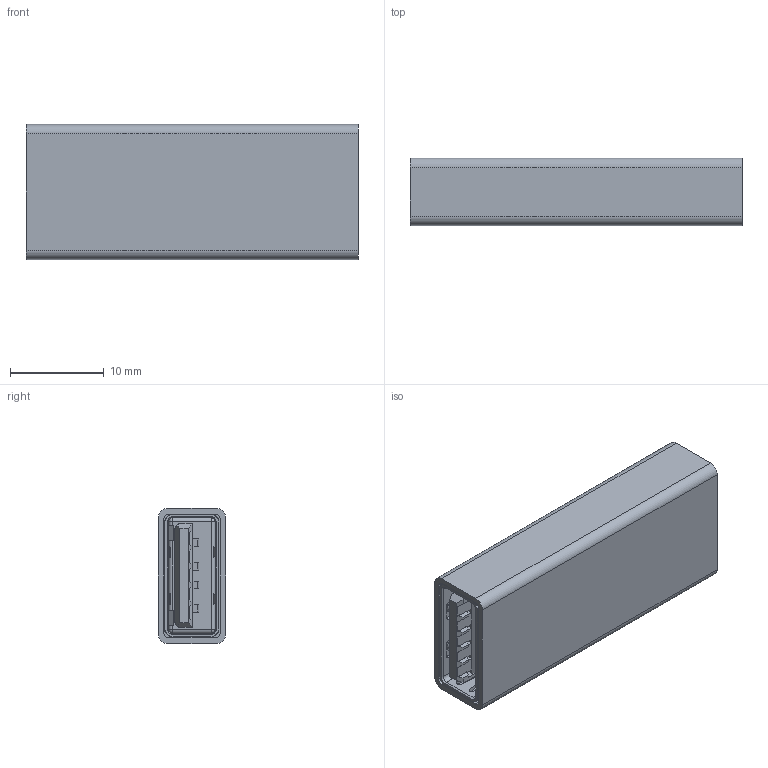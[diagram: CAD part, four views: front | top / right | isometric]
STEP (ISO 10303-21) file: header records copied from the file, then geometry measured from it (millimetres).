
FILE_DESCRIPTION (( 'STEP AP214' ), '1' );
FILE_NAME ('LU3AFCF_3D.step', '2024-10-10T21:22:12', ( '' ), ( '' ), 'SwSTEP 2.0', 'SolidWorks 2022', '' );
FILE_SCHEMA (( 'AUTOMOTIVE_DESIGN' ));
Length unit declared in the file: inch
Products named in the file (12): BCP_ASM^164-198-U3AFCF- USB AF TO TYPE CF_LU3AFCF; TYPECF_ASM^BCP_ASM_164-198-U3AFCF- USB AF TO TYPE CF_LU3AFCF; TYPECFJIAOXIN^TYPECF_ASM_BCP_ASM_164-198-U3AFCF- USB AF TO TYPE CF_LU3AFCF; LU3AFCF_3D; ____-_________1_1_-50651^ASM0001_ASM_BCP_ASM_164-198-U3AFCF- USB AF TO TYPE CF_LU3AFCF; JIAO^164-198-U3AFCF- USB AF TO TYPE CF_LU3AFCF; ASM0001_ASM^BCP_ASM_164-198-U3AFCF- USB AF TO TYPE CF_LU3AFCF; LVKE^164-198-U3AFCF- USB AF TO TYPE CF_LU3AFCF; PCB^BCP_ASM_164-198-U3AFCF- USB AF TO TYPE CF_LU3AFCF; TYPECFGANGKE^TYPECF_ASM_BCP_ASM_164-198-U3AFCF- USB AF TO TYPE CF_LU3AFCF; ____-_________1_2_-178175^ASM0001_ASM_BCP_ASM_164-198-U3AFCF- USB AF TO TYPE CF_LU3AFCF; 164-198-U3AFCF- USB AF TO TYPE CF^LU3AFCF
Assembly tree (11 placements, depth 5):
  LU3AFCF_3D
    164-198-U3AFCF- USB AF TO TYPE CF^LU3AFCF
      BCP_ASM^164-198-U3AFCF- USB AF TO TYPE CF_LU3AFCF
        ASM0001_ASM^BCP_ASM_164-198-U3AFCF- USB AF TO TYPE CF_LU3AFCF
          ____-_________1_1_-50651^ASM0001_ASM_BCP_ASM_164-198-U3AFCF- USB AF TO TYPE CF_LU3AFCF
          ____-_________1_2_-178175^ASM0001_ASM_BCP_ASM_164-198-U3AFCF- USB AF TO TYPE CF_LU3AFCF
        TYPECF_ASM^BCP_ASM_164-198-U3AFCF- USB AF TO TYPE CF_LU3AFCF
          TYPECFGANGKE^TYPECF_ASM_BCP_ASM_164-198-U3AFCF- USB AF TO TYPE CF_LU3AFCF
          TYPECFJIAOXIN^TYPECF_ASM_BCP_ASM_164-198-U3AFCF- USB AF TO TYPE CF_LU3AFCF
        PCB^BCP_ASM_164-198-U3AFCF- USB AF TO TYPE CF_LU3AFCF
      LVKE^164-198-U3AFCF- USB AF TO TYPE CF_LU3AFCF
      JIAO^164-198-U3AFCF- USB AF TO TYPE CF_LU3AFCF
Bounding box: 35.5 x 7.2 x 14.45 mm (x, y, z)
Volume: 2801.4 mm3; surface area: 6825.8 mm2
Topology: 7 solids, 7 shells, 1141 faces, 3157 edges, 2080 vertices
Faces by surface type: plane 796, cylinder 330, cone 11, sphere 4
Entity records: 37099 total; most frequent: CARTESIAN_POINT 7192, ORIENTED_EDGE 6308, DIRECTION 5886, EDGE_CURVE 3154, LINE 2404, VECTOR 2404, VERTEX_POINT 2080, AXIS2_PLACEMENT_3D 1741
